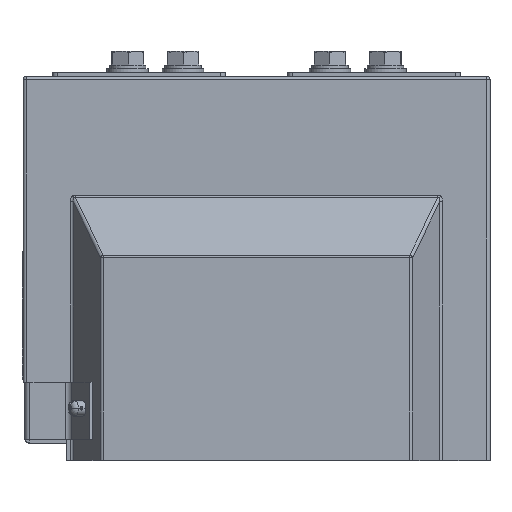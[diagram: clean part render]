
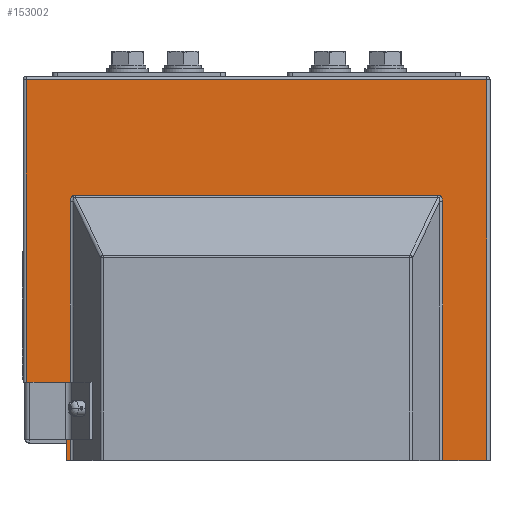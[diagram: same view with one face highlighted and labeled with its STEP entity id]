
A CAD part, top view. The second image highlights one B-rep face of the part: STEP entity #153002.
In plain terms, the highlighted planar face has unit normal (0, 0, 1).
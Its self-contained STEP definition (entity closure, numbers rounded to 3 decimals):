
#2659 = VERTEX_POINT ( 'NONE', #45164 ) ;
#4646 = EDGE_CURVE ( 'NONE', #131933, #2659, #115176, .T. ) ;
#6867 = CARTESIAN_POINT ( 'NONE',  ( -107.039, 152.502, 60. ) ) ;
#9708 = CARTESIAN_POINT ( 'NONE',  ( -110., 0., 60. ) ) ;
#10031 = CARTESIAN_POINT ( 'NONE',  ( 107.655, 149.449, 60. ) ) ;
#14836 = CARTESIAN_POINT ( 'NONE',  ( -135., 222., 60. ) ) ;
#17233 = CARTESIAN_POINT ( 'NONE',  ( -105.588, 153.205, 60. ) ) ;
#17664 = CARTESIAN_POINT ( 'NONE',  ( -107.655, 0., 60. ) ) ;
#19376 = EDGE_CURVE ( 'NONE', #90084, #88554, #52146, .T. ) ;
#22222 = DIRECTION ( 'NONE',  ( 0., -1., 0. ) ) ;
#25694 = VERTEX_POINT ( 'NONE', #64020 ) ;
#26740 = ORIENTED_EDGE ( 'NONE', *, *, #185741, .F. ) ;
#27347 = CARTESIAN_POINT ( 'NONE',  ( -105.93, 153.039, 60. ) ) ;
#29362 = LINE ( 'NONE', #40569, #177946 ) ;
#30451 = DIRECTION ( 'NONE',  ( -1., 0., 0. ) ) ;
#34115 = DIRECTION ( 'NONE',  ( 0., 1., 0. ) ) ;
#36502 = LINE ( 'NONE', #52053, #110787 ) ;
#40569 = CARTESIAN_POINT ( 'NONE',  ( 106.5, 153.289, 60. ) ) ;
#41084 = EDGE_CURVE ( 'NONE', #79726, #131933, #36502, .T. ) ;
#42060 = CARTESIAN_POINT ( 'NONE',  ( 104.805, 153.289, 60. ) ) ;
#42188 = ORIENTED_EDGE ( 'NONE', *, *, #64885, .T. ) ;
#44486 = LINE ( 'NONE', #84384, #123283 ) ;
#45164 = CARTESIAN_POINT ( 'NONE',  ( 133., 0., 60. ) ) ;
#46475 = EDGE_LOOP ( 'NONE', ( #159216, #132703, #152644, #65618, #130282, #128435, #42188, #81969, #101777, #104205, #26740, #132495, #53040 ) ) ;
#48436 = EDGE_CURVE ( 'NONE', #124991, #90084, #73896, .T. ) ;
#50217 = EDGE_CURVE ( 'NONE', #25694, #71004, #29362, .T. ) ;
#51828 = CARTESIAN_POINT ( 'NONE',  ( -135., 0., 60. ) ) ;
#51987 = VECTOR ( 'NONE', #58096, 1000. ) ;
#52053 = CARTESIAN_POINT ( 'NONE',  ( 107.655, 0., 60. ) ) ;
#52146 = LINE ( 'NONE', #67831, #86976 ) ;
#52307 = CARTESIAN_POINT ( 'NONE',  ( -105.93, 153.039, 60. ) ) ;
#53040 = ORIENTED_EDGE ( 'NONE', *, *, #50217, .T. ) ;
#56386 = CARTESIAN_POINT ( 'NONE',  ( 107.655, 0., 60. ) ) ;
#58096 = DIRECTION ( 'NONE',  ( 0., -1., 0. ) ) ;
#63096 = CARTESIAN_POINT ( 'NONE',  ( 106.585, 153.289, 60. ) ) ;
#63740 = CARTESIAN_POINT ( 'NONE',  ( -133., 220., 60. ) ) ;
#64020 = CARTESIAN_POINT ( 'NONE',  ( -104.805, 153.289, 60. ) ) ;
#64885 = EDGE_CURVE ( 'NONE', #141991, #101092, #72342, .T. ) ;
#65618 = ORIENTED_EDGE ( 'NONE', *, *, #148432, .T. ) ;
#67831 = CARTESIAN_POINT ( 'NONE',  ( -107.655, 152.561, 60. ) ) ;
#70764 = AXIS2_PLACEMENT_3D ( 'NONE', #14836, #119269, #30451 ) ;
#71004 = VERTEX_POINT ( 'NONE', #42060 ) ;
#72342 = LINE ( 'NONE', #116744, #141890 ) ;
#73896 = LINE ( 'NONE', #51828, #152691 ) ;
#75719 = EDGE_CURVE ( 'NONE', #101092, #124991, #90836, .T. ) ;
#76785 = CARTESIAN_POINT ( 'NONE',  ( 107.655, 151.847, 60. ) ) ;
#78881 = LINE ( 'NONE', #191096, #51987 ) ;
#79726 = VERTEX_POINT ( 'NONE', #10031 ) ;
#80526 = FACE_OUTER_BOUND ( 'NONE', #46475, .T. ) ;
#81969 = ORIENTED_EDGE ( 'NONE', *, *, #75719, .T. ) ;
#82307 = EDGE_CURVE ( 'NONE', #109920, #162646, #44486, .T. ) ;
#84020 = EDGE_CURVE ( 'NONE', #162646, #141991, #78881, .T. ) ;
#84384 = CARTESIAN_POINT ( 'NONE',  ( -135., 220., 60. ) ) ;
#86481 = CARTESIAN_POINT ( 'NONE',  ( 106.5, 0., 60. ) ) ;
#86976 = VECTOR ( 'NONE', #98960, 1000. ) ;
#88554 = VERTEX_POINT ( 'NONE', #187002 ) ;
#90084 = VERTEX_POINT ( 'NONE', #17664 ) ;
#90836 = LINE ( 'NONE', #190435, #130326 ) ;
#91162 = CARTESIAN_POINT ( 'NONE',  ( -105.21, 153.289, 60. ) ) ;
#91748 = VERTEX_POINT ( 'NONE', #27347 ) ;
#97016 = CARTESIAN_POINT ( 'NONE',  ( -107.655, 149.449, 60. ) ) ;
#98960 = DIRECTION ( 'NONE',  ( 0., 1., 0. ) ) ;
#101092 = VERTEX_POINT ( 'NONE', #157462 ) ;
#101777 = ORIENTED_EDGE ( 'NONE', *, *, #48436, .T. ) ;
#103220 = CARTESIAN_POINT ( 'NONE',  ( 133., 220., 60. ) ) ;
#103576 = CARTESIAN_POINT ( 'NONE',  ( 133., 222., 60. ) ) ;
#104205 = ORIENTED_EDGE ( 'NONE', *, *, #19376, .T. ) ;
#104367 = PLANE ( 'NONE',  #70764 ) ;
#106538 = VECTOR ( 'NONE', #34115, 1000. ) ;
#109920 = VERTEX_POINT ( 'NONE', #103220 ) ;
#110787 = VECTOR ( 'NONE', #22222, 1000. ) ;
#115176 = LINE ( 'NONE', #86481, #149947 ) ;
#116744 = CARTESIAN_POINT ( 'NONE',  ( -135., 45., 60. ) ) ;
#117407 = DIRECTION ( 'NONE',  ( 1., 0., 0. ) ) ;
#119269 = DIRECTION ( 'NONE',  ( 0., 0., -1. ) ) ;
#120987 = CARTESIAN_POINT ( 'NONE',  ( -105.93, 153.039, 60. ) ) ;
#123283 = VECTOR ( 'NONE', #187532, 1000. ) ;
#124991 = VERTEX_POINT ( 'NONE', #9708 ) ;
#128435 = ORIENTED_EDGE ( 'NONE', *, *, #84020, .T. ) ;
#130282 = ORIENTED_EDGE ( 'NONE', *, *, #82307, .T. ) ;
#130326 = VECTOR ( 'NONE', #191066, 1000. ) ;
#131200 = DIRECTION ( 'NONE',  ( 1., 0., 0. ) ) ;
#131933 = VERTEX_POINT ( 'NONE', #56386 ) ;
#132495 = ORIENTED_EDGE ( 'NONE', *, *, #149861, .F. ) ;
#132703 = ORIENTED_EDGE ( 'NONE', *, *, #41084, .T. ) ;
#134455 = CARTESIAN_POINT ( 'NONE',  ( -133., 45., 60. ) ) ;
#139504 =( BOUNDED_CURVE ( )  B_SPLINE_CURVE ( 3, ( #165089, #91162, #17233, #120987 ),
 .UNSPECIFIED., .F., .F. ) 
 B_SPLINE_CURVE_WITH_KNOTS ( ( 4, 4 ),
 ( 5.999, 6.283 ),
 .UNSPECIFIED. ) 
 CURVE ( )  GEOMETRIC_REPRESENTATION_ITEM ( )  RATIONAL_B_SPLINE_CURVE ( ( 1., 0.993, 0.993, 1. ) ) 
 REPRESENTATION_ITEM ( '' )  );
#140523 = EDGE_CURVE ( 'NONE', #79726, #71004, #188332, .T. ) ;
#141890 = VECTOR ( 'NONE', #117407, 1000. ) ;
#141991 = VERTEX_POINT ( 'NONE', #134455 ) ;
#148432 = EDGE_CURVE ( 'NONE', #2659, #109920, #185533, .T. ) ;
#149861 = EDGE_CURVE ( 'NONE', #25694, #91748, #139504, .T. ) ;
#149947 = VECTOR ( 'NONE', #131200, 1000. ) ;
#150638 = CARTESIAN_POINT ( 'NONE',  ( 107.655, 149.449, 60. ) ) ;
#152644 = ORIENTED_EDGE ( 'NONE', *, *, #4646, .T. ) ;
#152691 = VECTOR ( 'NONE', #155581, 1000. ) ;
#153002 = ADVANCED_FACE ( 'NONE', ( #80526 ), #104367, .F. ) ;
#155581 = DIRECTION ( 'NONE',  ( 1., 0., 0. ) ) ;
#157462 = CARTESIAN_POINT ( 'NONE',  ( -110., 45., 60. ) ) ;
#159216 = ORIENTED_EDGE ( 'NONE', *, *, #140523, .F. ) ;
#162646 = VERTEX_POINT ( 'NONE', #63740 ) ;
#165089 = CARTESIAN_POINT ( 'NONE',  ( -104.805, 153.289, 60. ) ) ;
#166802 = CARTESIAN_POINT ( 'NONE',  ( 104.805, 153.289, 60. ) ) ;
#174220 =( BOUNDED_CURVE ( )  B_SPLINE_CURVE ( 3, ( #52307, #6867, #185936, #97016 ),
 .UNSPECIFIED., .F., .F. ) 
 B_SPLINE_CURVE_WITH_KNOTS ( ( 4, 4 ),
 ( 0., 0.894 ),
 .UNSPECIFIED. ) 
 CURVE ( )  GEOMETRIC_REPRESENTATION_ITEM ( )  RATIONAL_B_SPLINE_CURVE ( ( 1., 0.935, 0.935, 1. ) ) 
 REPRESENTATION_ITEM ( '' )  );
#177946 = VECTOR ( 'NONE', #189076, 1000. ) ;
#185533 = LINE ( 'NONE', #103576, #106538 ) ;
#185741 = EDGE_CURVE ( 'NONE', #91748, #88554, #174220, .T. ) ;
#185936 = CARTESIAN_POINT ( 'NONE',  ( -107.655, 151.221, 60. ) ) ;
#187002 = CARTESIAN_POINT ( 'NONE',  ( -107.655, 149.449, 60. ) ) ;
#187532 = DIRECTION ( 'NONE',  ( -1., 0., 0. ) ) ;
#188332 =( BOUNDED_CURVE ( )  B_SPLINE_CURVE ( 3, ( #150638, #76785, #63096, #166802 ),
 .UNSPECIFIED., .F., .F. ) 
 B_SPLINE_CURVE_WITH_KNOTS ( ( 4, 4 ),
 ( 2.248, 3.426 ),
 .UNSPECIFIED. ) 
 CURVE ( )  GEOMETRIC_REPRESENTATION_ITEM ( )  RATIONAL_B_SPLINE_CURVE ( ( 1., 0.888, 0.888, 1. ) ) 
 REPRESENTATION_ITEM ( '' )  );
#189076 = DIRECTION ( 'NONE',  ( 1., 0., 0. ) ) ;
#190435 = CARTESIAN_POINT ( 'NONE',  ( -110., 222., 60. ) ) ;
#191066 = DIRECTION ( 'NONE',  ( 0., -1., 0. ) ) ;
#191096 = CARTESIAN_POINT ( 'NONE',  ( -133., 222., 60. ) ) ;
